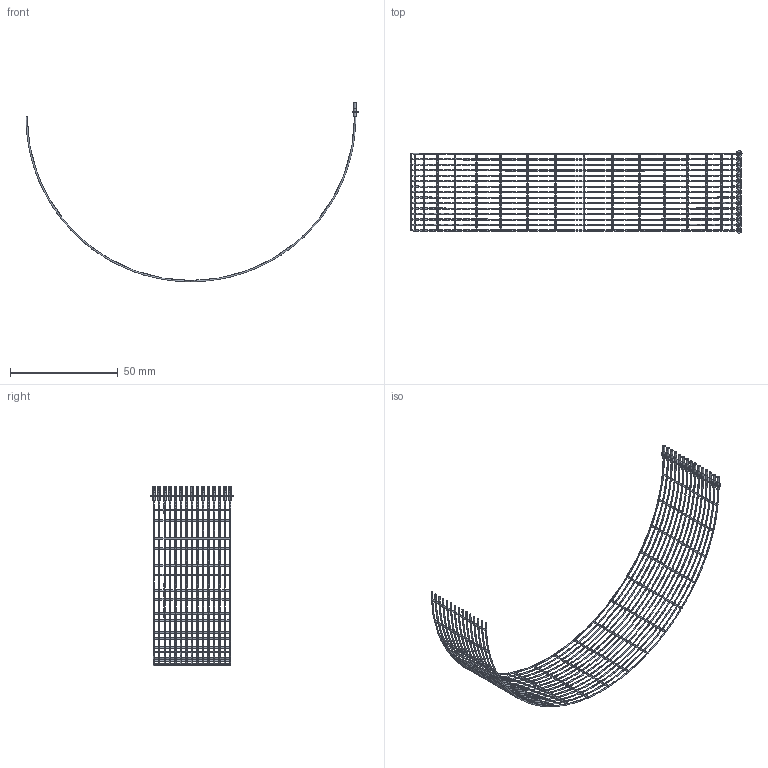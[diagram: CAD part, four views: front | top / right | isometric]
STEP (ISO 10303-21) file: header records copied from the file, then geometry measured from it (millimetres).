
FILE_DESCRIPTION (( 'STEP AP203' ), '1' );
FILE_NAME ('A2360-1-WR.STEP', '2013-11-18T21:25:49', ( '' ), ( '' ), 'SwSTEP 2.0', 'SolidWorks 2012', '' );
FILE_SCHEMA (( 'CONFIG_CONTROL_DESIGN' ));
Products named in the file (1): A2360-1-WR
Bounding box: 154.03 x 38.23 x 83.32 mm (x, y, z)
Volume: 1363.7 mm3; surface area: 8466.6 mm2
Topology: 1 solids, 1 shells, 851 faces, 3060 edges, 2006 vertices
Faces by surface type: torus 546, cylinder 170, plane 135
Entity records: 44117 total; most frequent: CARTESIAN_POINT 19081, ORIENTED_EDGE 6120, DIRECTION 4330, EDGE_CURVE 3060, VERTEX_POINT 2006, AXIS2_PLACEMENT_3D 1955, B_SPLINE_CURVE_WITH_KNOTS 1537, EDGE_LOOP 1150
